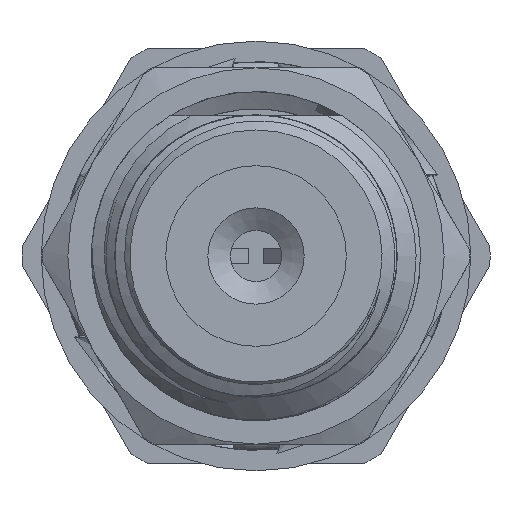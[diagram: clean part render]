
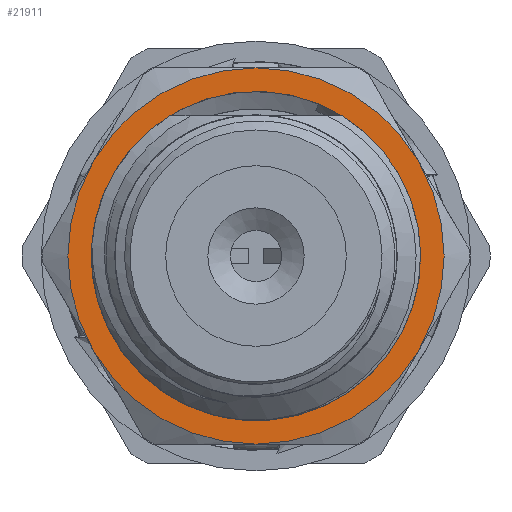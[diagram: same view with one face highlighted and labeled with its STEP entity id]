
A CAD part, left-side view. The second image highlights one B-rep face of the part: STEP entity #21911.
In plain terms, the highlighted planar face has unit normal (-1, 0, 0).
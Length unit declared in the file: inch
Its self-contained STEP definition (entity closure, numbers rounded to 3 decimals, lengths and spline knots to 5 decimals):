
#762 = AXIS2_PLACEMENT_3D ( 'NONE', #11702, #6491, #1276 ) ;
#1117 = CIRCLE ( 'NONE', #14090, 0.25 ) ;
#1276 = DIRECTION ( 'NONE',  ( 0., 0., 1. ) ) ;
#1413 = CARTESIAN_POINT ( 'NONE',  ( 0.47275, 0., 0. ) ) ;
#1643 = DIRECTION ( 'NONE',  ( 0., 0., 1. ) ) ;
#1710 = CARTESIAN_POINT ( 'NONE',  ( 0.47275, 0., 0. ) ) ;
#1713 = VERTEX_POINT ( 'NONE', #12874 ) ;
#2280 = ORIENTED_EDGE ( 'NONE', *, *, #10287, .F. ) ;
#2742 = AXIS2_PLACEMENT_3D ( 'NONE', #1710, #8792, #3661 ) ;
#2861 = EDGE_CURVE ( 'NONE', #13731, #14477, #7382, .T. ) ;
#2936 = DIRECTION ( 'NONE',  ( 0., 0., 1. ) ) ;
#3483 = AXIS2_PLACEMENT_3D ( 'NONE', #18722, #22197, #10046 ) ;
#3661 = DIRECTION ( 'NONE',  ( 0., 0., 1. ) ) ;
#4093 = VERTEX_POINT ( 'NONE', #18303 ) ;
#4361 = EDGE_CURVE ( 'NONE', #16957, #1713, #13327, .T. ) ;
#4456 = CIRCLE ( 'NONE', #762, 0.25 ) ;
#5274 = FACE_OUTER_BOUND ( 'NONE', #14555, .T. ) ;
#5958 = DIRECTION ( 'NONE',  ( -1., 0., 0. ) ) ;
#6179 = ORIENTED_EDGE ( 'NONE', *, *, #15904, .T. ) ;
#6491 = DIRECTION ( 'NONE',  ( -1., 0., 0. ) ) ;
#6639 = EDGE_CURVE ( 'NONE', #22206, #20753, #20520, .T. ) ;
#7246 = PLANE ( 'NONE',  #20724 ) ;
#7336 = EDGE_CURVE ( 'NONE', #14477, #4093, #13496, .T. ) ;
#7382 = CIRCLE ( 'NONE', #12562, 0.25 ) ;
#8042 = DIRECTION ( 'NONE',  ( -1., 0., 0. ) ) ;
#8792 = DIRECTION ( 'NONE',  ( -1., 0., 0. ) ) ;
#9011 = DIRECTION ( 'NONE',  ( 0., 0., 1. ) ) ;
#9236 = CARTESIAN_POINT ( 'NONE',  ( 0.47275, 0., 0. ) ) ;
#9336 = ORIENTED_EDGE ( 'NONE', *, *, #16397, .T. ) ;
#9590 = AXIS2_PLACEMENT_3D ( 'NONE', #20206, #8042, #2936 ) ;
#9962 = CARTESIAN_POINT ( 'NONE',  ( 0.47275, 0.0143, -0.21828 ) ) ;
#10046 = DIRECTION ( 'NONE',  ( 0., 0., 1. ) ) ;
#10287 = EDGE_CURVE ( 'NONE', #20753, #22206, #14044, .T. ) ;
#11222 = CARTESIAN_POINT ( 'NONE',  ( 0.47275, 0., 0. ) ) ;
#11309 = ORIENTED_EDGE ( 'NONE', *, *, #7336, .T. ) ;
#11702 = CARTESIAN_POINT ( 'NONE',  ( 0.47275, 0., 0. ) ) ;
#12005 = EDGE_LOOP ( 'NONE', ( #18674, #2280 ) ) ;
#12562 = AXIS2_PLACEMENT_3D ( 'NONE', #11222, #18646, #22244 ) ;
#12692 = FACE_BOUND ( 'NONE', #12005, .T. ) ;
#12874 = CARTESIAN_POINT ( 'NONE',  ( 0.47275, 0., 0.25 ) ) ;
#13045 = DIRECTION ( 'NONE',  ( 0., 0., 1. ) ) ;
#13327 = CIRCLE ( 'NONE', #15583, 0.25 ) ;
#13496 = CIRCLE ( 'NONE', #3483, 0.25 ) ;
#13630 = CARTESIAN_POINT ( 'NONE',  ( 0.47275, 0.21651, 0.125 ) ) ;
#13731 = VERTEX_POINT ( 'NONE', #13630 ) ;
#13829 = CARTESIAN_POINT ( 'NONE',  ( 0.47275, -0.21651, -0.125 ) ) ;
#14044 = CIRCLE ( 'NONE', #9590, 0.21875 ) ;
#14090 = AXIS2_PLACEMENT_3D ( 'NONE', #9236, #5958, #13045 ) ;
#14313 = EDGE_CURVE ( 'NONE', #14502, #16957, #15468, .T. ) ;
#14477 = VERTEX_POINT ( 'NONE', #17329 ) ;
#14502 = VERTEX_POINT ( 'NONE', #13829 ) ;
#14555 = EDGE_LOOP ( 'NONE', ( #16871, #6179, #21089, #11309, #9336, #19768 ) ) ;
#15305 = DIRECTION ( 'NONE',  ( 0., 0., 1. ) ) ;
#15368 = DIRECTION ( 'NONE',  ( -1., 0., 0. ) ) ;
#15468 = CIRCLE ( 'NONE', #17315, 0.25 ) ;
#15583 = AXIS2_PLACEMENT_3D ( 'NONE', #18631, #16917, #15305 ) ;
#15904 = EDGE_CURVE ( 'NONE', #1713, #13731, #4456, .T. ) ;
#16397 = EDGE_CURVE ( 'NONE', #4093, #14502, #1117, .T. ) ;
#16871 = ORIENTED_EDGE ( 'NONE', *, *, #4361, .T. ) ;
#16917 = DIRECTION ( 'NONE',  ( -1., 0., 0. ) ) ;
#16957 = VERTEX_POINT ( 'NONE', #20653 ) ;
#17315 = AXIS2_PLACEMENT_3D ( 'NONE', #1413, #15368, #1643 ) ;
#17329 = CARTESIAN_POINT ( 'NONE',  ( 0.47275, 0.21651, -0.125 ) ) ;
#18303 = CARTESIAN_POINT ( 'NONE',  ( 0.47275, 0., -0.25 ) ) ;
#18631 = CARTESIAN_POINT ( 'NONE',  ( 0.47275, 0., 0. ) ) ;
#18646 = DIRECTION ( 'NONE',  ( -1., 0., 0. ) ) ;
#18674 = ORIENTED_EDGE ( 'NONE', *, *, #6639, .F. ) ;
#18722 = CARTESIAN_POINT ( 'NONE',  ( 0.47275, 0., 0. ) ) ;
#19429 = CARTESIAN_POINT ( 'NONE',  ( 0.47275, 0.14434, -0.25 ) ) ;
#19768 = ORIENTED_EDGE ( 'NONE', *, *, #14313, .T. ) ;
#20125 = CARTESIAN_POINT ( 'NONE',  ( 0.47275, -0.08308, 0.20236 ) ) ;
#20206 = CARTESIAN_POINT ( 'NONE',  ( 0.47275, 0., 0. ) ) ;
#20520 = CIRCLE ( 'NONE', #2742, 0.21875 ) ;
#20653 = CARTESIAN_POINT ( 'NONE',  ( 0.47275, -0.21651, 0.125 ) ) ;
#20724 = AXIS2_PLACEMENT_3D ( 'NONE', #19429, #21505, #9011 ) ;
#20753 = VERTEX_POINT ( 'NONE', #20125 ) ;
#21089 = ORIENTED_EDGE ( 'NONE', *, *, #2861, .T. ) ;
#21505 = DIRECTION ( 'NONE',  ( -1., 0., 0. ) ) ;
#21911 = ADVANCED_FACE ( 'NONE', ( #12692, #5274 ), #7246, .T. ) ;
#22197 = DIRECTION ( 'NONE',  ( -1., 0., 0. ) ) ;
#22206 = VERTEX_POINT ( 'NONE', #9962 ) ;
#22244 = DIRECTION ( 'NONE',  ( 0., 0., 1. ) ) ;
